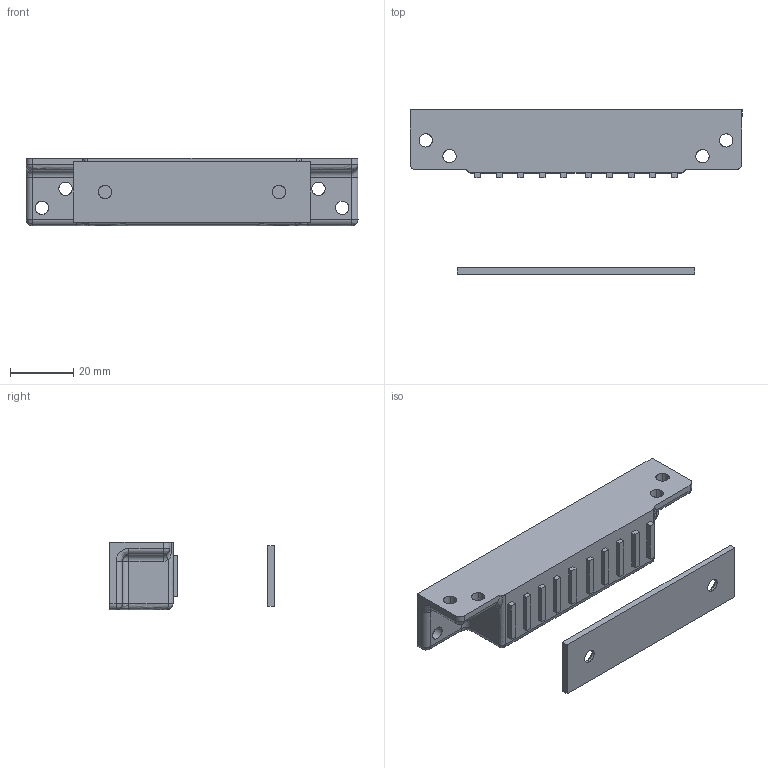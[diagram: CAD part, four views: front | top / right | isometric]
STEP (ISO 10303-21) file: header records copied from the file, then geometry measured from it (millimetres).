
FILE_DESCRIPTION((''),'2;1');
FILE_NAME('','2009-03-18T09:46:47',(''),(''),'','CADfix','');
FILE_SCHEMA(('AUTOMOTIVE_DESIGN { 1 0 10303 214 1 1 1 1 }'));
Length unit declared in the file: millimetre
Bounding box: 105 x 52 x 21.4 mm (x, y, z)
Volume: 37266.8 mm3; surface area: 23177.2 mm2
Topology: 12 solids, 12 shells, 205 faces, 557 edges, 386 vertices
Faces by surface type: bspline 205
Entity records: 7638 total; most frequent: CARTESIAN_POINT 4032, ORIENTED_EDGE 1110, EDGE_CURVE 555, VERTEX_POINT 386, QUASI_UNIFORM_CURVE 361, EDGE_LOOP 237, FACE_OUTER_BOUND 205, ADVANCED_FACE 205
